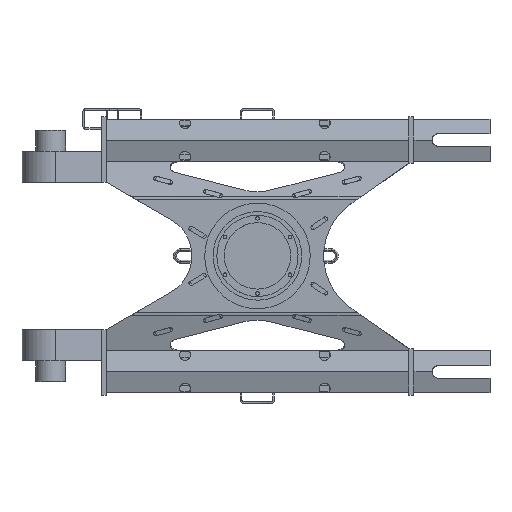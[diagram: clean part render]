
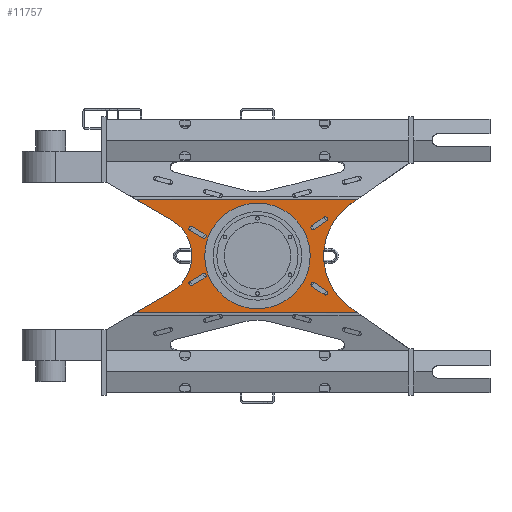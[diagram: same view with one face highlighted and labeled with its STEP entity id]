
A CAD part, top view. The second image highlights one B-rep face of the part: STEP entity #11757.
In plain terms, the highlighted face is planar.
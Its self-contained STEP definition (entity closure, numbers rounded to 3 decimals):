
#11135=CARTESIAN_POINT('Vertex',(38.5,3.,-82.581)) ;
#11138=CARTESIAN_POINT('Line Origine',(38.5,3.,0.)) ;
#11142=CARTESIAN_POINT('Vertex',(38.5,3.,67.867)) ;
#11236=CARTESIAN_POINT('Vertex',(24.682,3.,-58.647)) ;
#11239=CARTESIAN_POINT('Line Origine',(31.591,3.,-70.614)) ;
#11548=CARTESIAN_POINT('Axis2P3D Location',(-38.5,3.,0.)) ;
#11553=CARTESIAN_POINT('Axis2P3D Location',(0.,3.,-72.897)) ;
#11557=CARTESIAN_POINT('Vertex',(-24.682,3.,-58.647)) ;
#11560=CARTESIAN_POINT('Line Origine',(-31.591,3.,-70.614)) ;
#11564=CARTESIAN_POINT('Vertex',(-38.5,3.,-82.581)) ;
#11567=CARTESIAN_POINT('Line Origine',(-38.5,3.,-7.357)) ;
#11571=CARTESIAN_POINT('Vertex',(-38.5,3.,67.867)) ;
#11574=CARTESIAN_POINT('Line Origine',(-36.862,3.,65.528)) ;
#11578=CARTESIAN_POINT('Vertex',(-35.224,3.,63.188)) ;
#11581=CARTESIAN_POINT('Axis2P3D Location',(0.,3.,87.852)) ;
#11585=CARTESIAN_POINT('Vertex',(35.224,3.,63.188)) ;
#11588=CARTESIAN_POINT('Line Origine',(36.862,3.,65.528)) ;
#11603=CARTESIAN_POINT('Line Origine',(-23.342,3.,40.989)) ;
#11607=CARTESIAN_POINT('Vertex',(-20.474,3.,36.893)) ;
#11609=CARTESIAN_POINT('Vertex',(-26.209,3.,45.084)) ;
#11612=CARTESIAN_POINT('Axis2P3D Location',(-19.245,3.,37.753)) ;
#11616=CARTESIAN_POINT('Vertex',(-18.016,3.,38.614)) ;
#11619=CARTESIAN_POINT('Line Origine',(-20.884,3.,42.709)) ;
#11623=CARTESIAN_POINT('Vertex',(-23.752,3.,46.805)) ;
#11626=CARTESIAN_POINT('Axis2P3D Location',(-24.981,3.,45.945)) ;
#11637=CARTESIAN_POINT('Line Origine',(-14.682,3.,-41.327)) ;
#11641=CARTESIAN_POINT('Vertex',(-12.182,3.,-36.997)) ;
#11643=CARTESIAN_POINT('Vertex',(-17.182,3.,-45.657)) ;
#11646=CARTESIAN_POINT('Axis2P3D Location',(-13.481,3.,-36.247)) ;
#11650=CARTESIAN_POINT('Vertex',(-14.78,3.,-35.497)) ;
#11653=CARTESIAN_POINT('Line Origine',(-17.28,3.,-39.827)) ;
#11657=CARTESIAN_POINT('Vertex',(-19.78,3.,-44.157)) ;
#11660=CARTESIAN_POINT('Axis2P3D Location',(-18.481,3.,-44.907)) ;
#11671=CARTESIAN_POINT('Axis2P3D Location',(18.481,3.,-44.907)) ;
#11675=CARTESIAN_POINT('Vertex',(19.78,3.,-44.157)) ;
#11677=CARTESIAN_POINT('Vertex',(17.182,3.,-45.657)) ;
#11680=CARTESIAN_POINT('Line Origine',(17.28,3.,-39.827)) ;
#11684=CARTESIAN_POINT('Vertex',(14.78,3.,-35.497)) ;
#11687=CARTESIAN_POINT('Axis2P3D Location',(13.481,3.,-36.247)) ;
#11691=CARTESIAN_POINT('Vertex',(12.182,3.,-36.997)) ;
#11694=CARTESIAN_POINT('Line Origine',(14.682,3.,-41.327)) ;
#11705=CARTESIAN_POINT('Line Origine',(20.884,3.,42.709)) ;
#11709=CARTESIAN_POINT('Vertex',(18.016,3.,38.614)) ;
#11711=CARTESIAN_POINT('Vertex',(23.752,3.,46.805)) ;
#11714=CARTESIAN_POINT('Axis2P3D Location',(19.245,3.,37.753)) ;
#11718=CARTESIAN_POINT('Vertex',(20.474,3.,36.893)) ;
#11721=CARTESIAN_POINT('Line Origine',(23.342,3.,40.989)) ;
#11725=CARTESIAN_POINT('Vertex',(26.209,3.,45.084)) ;
#11728=CARTESIAN_POINT('Axis2P3D Location',(24.981,3.,45.945)) ;
#11739=CARTESIAN_POINT('Axis2P3D Location',(0.,3.,0.)) ;
#11743=CARTESIAN_POINT('Vertex',(30.,3.,0.)) ;
#11745=CARTESIAN_POINT('Vertex',(-30.,3.,0.)) ;
#11748=CARTESIAN_POINT('Axis2P3D Location',(0.,3.,0.)) ;
#11139=DIRECTION('Vector Direction',(0.,0.,1.)) ;
#11240=DIRECTION('Vector Direction',(-0.5,0.,0.866)) ;
#11549=DIRECTION('Axis2P3D Direction',(0.,-1.,0.)) ;
#11550=DIRECTION('Axis2P3D XDirection',(1.,0.,0.)) ;
#11554=DIRECTION('Axis2P3D Direction',(0.,-1.,0.)) ;
#11561=DIRECTION('Vector Direction',(0.5,0.,0.866)) ;
#11568=DIRECTION('Vector Direction',(0.,0.,1.)) ;
#11575=DIRECTION('Vector Direction',(0.574,0.,-0.819)) ;
#11582=DIRECTION('Axis2P3D Direction',(0.,-1.,0.)) ;
#11589=DIRECTION('Vector Direction',(-0.574,0.,-0.819)) ;
#11604=DIRECTION('Vector Direction',(0.574,0.,-0.819)) ;
#11613=DIRECTION('Axis2P3D Direction',(0.,-1.,0.)) ;
#11620=DIRECTION('Vector Direction',(-0.574,0.,0.819)) ;
#11627=DIRECTION('Axis2P3D Direction',(0.,-1.,0.)) ;
#11638=DIRECTION('Vector Direction',(-0.5,0.,-0.866)) ;
#11647=DIRECTION('Axis2P3D Direction',(0.,-1.,0.)) ;
#11654=DIRECTION('Vector Direction',(0.5,0.,0.866)) ;
#11661=DIRECTION('Axis2P3D Direction',(0.,-1.,0.)) ;
#11672=DIRECTION('Axis2P3D Direction',(0.,-1.,0.)) ;
#11681=DIRECTION('Vector Direction',(-0.5,0.,0.866)) ;
#11688=DIRECTION('Axis2P3D Direction',(0.,-1.,0.)) ;
#11695=DIRECTION('Vector Direction',(0.5,0.,-0.866)) ;
#11706=DIRECTION('Vector Direction',(0.574,0.,0.819)) ;
#11715=DIRECTION('Axis2P3D Direction',(0.,-1.,0.)) ;
#11722=DIRECTION('Vector Direction',(-0.574,0.,-0.819)) ;
#11729=DIRECTION('Axis2P3D Direction',(0.,-1.,0.)) ;
#11740=DIRECTION('Axis2P3D Direction',(0.,-1.,0.)) ;
#11749=DIRECTION('Axis2P3D Direction',(0.,-1.,0.)) ;
#11551=AXIS2_PLACEMENT_3D('Plane Axis2P3D',#11548,#11549,#11550) ;
#11555=AXIS2_PLACEMENT_3D('Circle Axis2P3D',#11553,#11554,$) ;
#11583=AXIS2_PLACEMENT_3D('Circle Axis2P3D',#11581,#11582,$) ;
#11614=AXIS2_PLACEMENT_3D('Circle Axis2P3D',#11612,#11613,$) ;
#11628=AXIS2_PLACEMENT_3D('Circle Axis2P3D',#11626,#11627,$) ;
#11648=AXIS2_PLACEMENT_3D('Circle Axis2P3D',#11646,#11647,$) ;
#11662=AXIS2_PLACEMENT_3D('Circle Axis2P3D',#11660,#11661,$) ;
#11673=AXIS2_PLACEMENT_3D('Circle Axis2P3D',#11671,#11672,$) ;
#11689=AXIS2_PLACEMENT_3D('Circle Axis2P3D',#11687,#11688,$) ;
#11716=AXIS2_PLACEMENT_3D('Circle Axis2P3D',#11714,#11715,$) ;
#11730=AXIS2_PLACEMENT_3D('Circle Axis2P3D',#11728,#11729,$) ;
#11741=AXIS2_PLACEMENT_3D('Circle Axis2P3D',#11739,#11740,$) ;
#11750=AXIS2_PLACEMENT_3D('Circle Axis2P3D',#11748,#11749,$) ;
#11594=ORIENTED_EDGE('',*,*,#11243,.T.) ;
#11595=ORIENTED_EDGE('',*,*,#11559,.T.) ;
#11596=ORIENTED_EDGE('',*,*,#11566,.T.) ;
#11597=ORIENTED_EDGE('',*,*,#11573,.T.) ;
#11598=ORIENTED_EDGE('',*,*,#11580,.T.) ;
#11599=ORIENTED_EDGE('',*,*,#11587,.T.) ;
#11600=ORIENTED_EDGE('',*,*,#11592,.T.) ;
#11601=ORIENTED_EDGE('',*,*,#11144,.F.) ;
#11632=ORIENTED_EDGE('',*,*,#11611,.F.) ;
#11633=ORIENTED_EDGE('',*,*,#11618,.F.) ;
#11634=ORIENTED_EDGE('',*,*,#11625,.F.) ;
#11635=ORIENTED_EDGE('',*,*,#11630,.F.) ;
#11666=ORIENTED_EDGE('',*,*,#11645,.F.) ;
#11667=ORIENTED_EDGE('',*,*,#11652,.F.) ;
#11668=ORIENTED_EDGE('',*,*,#11659,.F.) ;
#11669=ORIENTED_EDGE('',*,*,#11664,.F.) ;
#11700=ORIENTED_EDGE('',*,*,#11679,.F.) ;
#11701=ORIENTED_EDGE('',*,*,#11686,.F.) ;
#11702=ORIENTED_EDGE('',*,*,#11693,.F.) ;
#11703=ORIENTED_EDGE('',*,*,#11698,.F.) ;
#11734=ORIENTED_EDGE('',*,*,#11713,.F.) ;
#11735=ORIENTED_EDGE('',*,*,#11720,.F.) ;
#11736=ORIENTED_EDGE('',*,*,#11727,.F.) ;
#11737=ORIENTED_EDGE('',*,*,#11732,.F.) ;
#11754=ORIENTED_EDGE('',*,*,#11747,.F.) ;
#11755=ORIENTED_EDGE('',*,*,#11752,.F.) ;
#11636=FACE_BOUND('',#11631,.T.) ;
#11670=FACE_BOUND('',#11665,.T.) ;
#11704=FACE_BOUND('',#11699,.T.) ;
#11738=FACE_BOUND('',#11733,.T.) ;
#11756=FACE_BOUND('',#11753,.T.) ;
#11140=VECTOR('Line Direction',#11139,1.) ;
#11241=VECTOR('Line Direction',#11240,1.) ;
#11562=VECTOR('Line Direction',#11561,1.) ;
#11569=VECTOR('Line Direction',#11568,1.) ;
#11576=VECTOR('Line Direction',#11575,1.) ;
#11590=VECTOR('Line Direction',#11589,1.) ;
#11605=VECTOR('Line Direction',#11604,1.) ;
#11621=VECTOR('Line Direction',#11620,1.) ;
#11639=VECTOR('Line Direction',#11638,1.) ;
#11655=VECTOR('Line Direction',#11654,1.) ;
#11682=VECTOR('Line Direction',#11681,1.) ;
#11696=VECTOR('Line Direction',#11695,1.) ;
#11707=VECTOR('Line Direction',#11706,1.) ;
#11723=VECTOR('Line Direction',#11722,1.) ;
#11757=ADVANCED_FACE('Corps principal',(#11602,#11636,#11670,#11704,#11738,#11756),#11552,.F.) ;
#11556=CIRCLE('generated circle',#11555,28.5) ;
#11584=CIRCLE('generated circle',#11583,43.) ;
#11615=CIRCLE('generated circle',#11614,1.5) ;
#11629=CIRCLE('generated circle',#11628,1.5) ;
#11649=CIRCLE('generated circle',#11648,1.5) ;
#11663=CIRCLE('generated circle',#11662,1.5) ;
#11674=CIRCLE('generated circle',#11673,1.5) ;
#11690=CIRCLE('generated circle',#11689,1.5) ;
#11717=CIRCLE('generated circle',#11716,1.5) ;
#11731=CIRCLE('generated circle',#11730,1.5) ;
#11742=CIRCLE('generated circle',#11741,30.) ;
#11751=CIRCLE('generated circle',#11750,30.) ;
#11144=EDGE_CURVE('',#11136,#11143,#11141,.T.) ;
#11243=EDGE_CURVE('',#11136,#11237,#11242,.T.) ;
#11559=EDGE_CURVE('',#11237,#11558,#11556,.T.) ;
#11566=EDGE_CURVE('',#11558,#11565,#11563,.F.) ;
#11573=EDGE_CURVE('',#11565,#11572,#11570,.T.) ;
#11580=EDGE_CURVE('',#11572,#11579,#11577,.T.) ;
#11587=EDGE_CURVE('',#11579,#11586,#11584,.T.) ;
#11592=EDGE_CURVE('',#11586,#11143,#11591,.F.) ;
#11611=EDGE_CURVE('',#11608,#11610,#11606,.F.) ;
#11618=EDGE_CURVE('',#11617,#11608,#11615,.F.) ;
#11625=EDGE_CURVE('',#11624,#11617,#11622,.F.) ;
#11630=EDGE_CURVE('',#11610,#11624,#11629,.F.) ;
#11645=EDGE_CURVE('',#11642,#11644,#11640,.T.) ;
#11652=EDGE_CURVE('',#11651,#11642,#11649,.F.) ;
#11659=EDGE_CURVE('',#11658,#11651,#11656,.T.) ;
#11664=EDGE_CURVE('',#11644,#11658,#11663,.F.) ;
#11679=EDGE_CURVE('',#11676,#11678,#11674,.F.) ;
#11686=EDGE_CURVE('',#11685,#11676,#11683,.F.) ;
#11693=EDGE_CURVE('',#11692,#11685,#11690,.F.) ;
#11698=EDGE_CURVE('',#11678,#11692,#11697,.F.) ;
#11713=EDGE_CURVE('',#11710,#11712,#11708,.T.) ;
#11720=EDGE_CURVE('',#11719,#11710,#11717,.F.) ;
#11727=EDGE_CURVE('',#11726,#11719,#11724,.T.) ;
#11732=EDGE_CURVE('',#11712,#11726,#11731,.F.) ;
#11747=EDGE_CURVE('',#11744,#11746,#11742,.F.) ;
#11752=EDGE_CURVE('',#11746,#11744,#11751,.F.) ;
#11593=EDGE_LOOP('',(#11594,#11595,#11596,#11597,#11598,#11599,#11600,#11601)) ;
#11631=EDGE_LOOP('',(#11632,#11633,#11634,#11635)) ;
#11665=EDGE_LOOP('',(#11666,#11667,#11668,#11669)) ;
#11699=EDGE_LOOP('',(#11700,#11701,#11702,#11703)) ;
#11733=EDGE_LOOP('',(#11734,#11735,#11736,#11737)) ;
#11753=EDGE_LOOP('',(#11754,#11755)) ;
#11602=FACE_OUTER_BOUND('',#11593,.T.) ;
#11141=LINE('Line',#11138,#11140) ;
#11242=LINE('Line',#11239,#11241) ;
#11563=LINE('Line',#11560,#11562) ;
#11570=LINE('Line',#11567,#11569) ;
#11577=LINE('Line',#11574,#11576) ;
#11591=LINE('Line',#11588,#11590) ;
#11606=LINE('Line',#11603,#11605) ;
#11622=LINE('Line',#11619,#11621) ;
#11640=LINE('Line',#11637,#11639) ;
#11656=LINE('Line',#11653,#11655) ;
#11683=LINE('Line',#11680,#11682) ;
#11697=LINE('Line',#11694,#11696) ;
#11708=LINE('Line',#11705,#11707) ;
#11724=LINE('Line',#11721,#11723) ;
#11552=PLANE('Plane',#11551) ;
#11136=VERTEX_POINT('',#11135) ;
#11143=VERTEX_POINT('',#11142) ;
#11237=VERTEX_POINT('',#11236) ;
#11558=VERTEX_POINT('',#11557) ;
#11565=VERTEX_POINT('',#11564) ;
#11572=VERTEX_POINT('',#11571) ;
#11579=VERTEX_POINT('',#11578) ;
#11586=VERTEX_POINT('',#11585) ;
#11608=VERTEX_POINT('',#11607) ;
#11610=VERTEX_POINT('',#11609) ;
#11617=VERTEX_POINT('',#11616) ;
#11624=VERTEX_POINT('',#11623) ;
#11642=VERTEX_POINT('',#11641) ;
#11644=VERTEX_POINT('',#11643) ;
#11651=VERTEX_POINT('',#11650) ;
#11658=VERTEX_POINT('',#11657) ;
#11676=VERTEX_POINT('',#11675) ;
#11678=VERTEX_POINT('',#11677) ;
#11685=VERTEX_POINT('',#11684) ;
#11692=VERTEX_POINT('',#11691) ;
#11710=VERTEX_POINT('',#11709) ;
#11712=VERTEX_POINT('',#11711) ;
#11719=VERTEX_POINT('',#11718) ;
#11726=VERTEX_POINT('',#11725) ;
#11744=VERTEX_POINT('',#11743) ;
#11746=VERTEX_POINT('',#11745) ;
